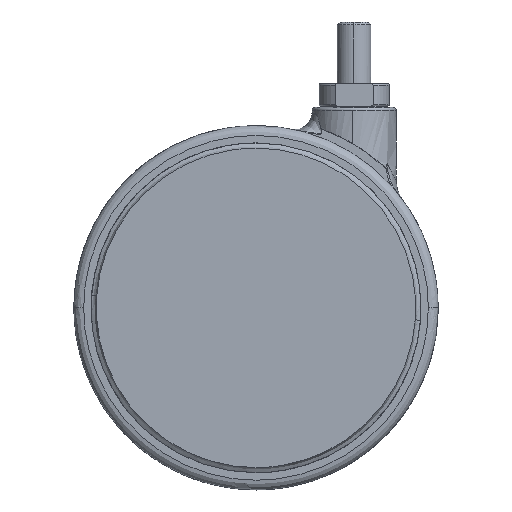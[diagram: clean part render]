
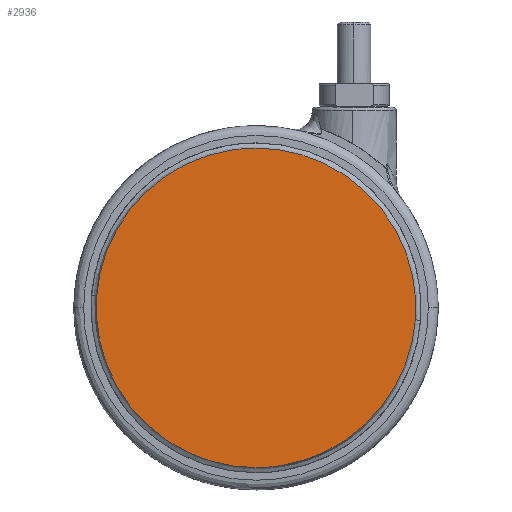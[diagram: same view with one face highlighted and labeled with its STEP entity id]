
A CAD part, front view. The second image highlights one B-rep face of the part: STEP entity #2936.
In plain terms, the highlighted free-form (B-spline) face has degree [1, 1] with [2, 2] control points.
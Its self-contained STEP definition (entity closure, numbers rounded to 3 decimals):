
#2865=CARTESIAN_POINT('',(-97.681,-25.0,-8.806));
#2866=CARTESIAN_POINT('',(-97.681,-25.0,-134.194));
#2867=CARTESIAN_POINT('',(27.681,-25.0,-8.806));
#2868=CARTESIAN_POINT('',(27.681,-25.0,-134.194));
#2869=B_SPLINE_SURFACE_WITH_KNOTS('',1,1,((#2865,#2867),(#2866,#2868)),.UNSPECIFIED.,.F.,.F.,.U.,(2,2),(2,2),(0.0,125.389),(0.0,125.362),.UNSPECIFIED.);
#2870=CARTESIAN_POINT('',(-91.838,-25.,-67.206));
#2871=VERTEX_POINT('',#2870);
#2872=CARTESIAN_POINT('',(-35.0,-25.,-14.5));
#2873=VERTEX_POINT('',#2872);
#2874=CARTESIAN_POINT('',(-91.838,-25.,-67.206));
#2875=CARTESIAN_POINT('',(-87.857,-25.,-14.5));
#2876=CARTESIAN_POINT('',(-35.0,-25.,-14.5));
#2884=(BOUNDED_CURVE()B_SPLINE_CURVE(2,(#2874,#2875,#2876),.UNSPECIFIED.,.F.,.U.)B_SPLINE_CURVE_WITH_KNOTS((3,3),(0.763,1.0),.UNSPECIFIED.)CURVE()GEOMETRIC_REPRESENTATION_ITEM()RATIONAL_B_SPLINE_CURVE((0.971,0.722,1.0))REPRESENTATION_ITEM(''));
#2885=EDGE_CURVE('',#2871,#2873,#2884,.T.);
#2886=ORIENTED_EDGE('',*,*,#2885,.F.);
#2887=CARTESIAN_POINT('',(-35.0,-25.0,-128.5));
#2888=VERTEX_POINT('',#2887);
#2889=CARTESIAN_POINT('',(-35.0,-25.0,-128.5));
#2890=CARTESIAN_POINT('',(-92.,-25.,-128.5));
#2891=CARTESIAN_POINT('',(-92.,-25.,-71.5));
#2892=CARTESIAN_POINT('',(-92.,-25.,-69.35));
#2893=CARTESIAN_POINT('',(-91.838,-25.,-67.206));
#2901=(BOUNDED_CURVE()B_SPLINE_CURVE(2,(#2889,#2890,#2891,#2892,#2893),.UNSPECIFIED.,.F.,.U.)B_SPLINE_CURVE_WITH_KNOTS((3,2,3),(0.5,0.75,0.763),.UNSPECIFIED.)CURVE()GEOMETRIC_REPRESENTATION_ITEM()RATIONAL_B_SPLINE_CURVE((1.0,0.707,1.0,0.985,0.971))REPRESENTATION_ITEM(''));
#2902=EDGE_CURVE('',#2888,#2871,#2901,.T.);
#2903=ORIENTED_EDGE('',*,*,#2902,.F.);
#2904=CARTESIAN_POINT('',(21.838,-25.,-75.794));
#2905=VERTEX_POINT('',#2904);
#2906=CARTESIAN_POINT('',(21.838,-25.,-75.794));
#2907=CARTESIAN_POINT('',(17.857,-25.,-128.5));
#2908=CARTESIAN_POINT('',(-35.0,-25.0,-128.5));
#2916=(BOUNDED_CURVE()B_SPLINE_CURVE(2,(#2906,#2907,#2908),.UNSPECIFIED.,.F.,.U.)B_SPLINE_CURVE_WITH_KNOTS((3,3),(0.263,0.5),.UNSPECIFIED.)CURVE()GEOMETRIC_REPRESENTATION_ITEM()RATIONAL_B_SPLINE_CURVE((0.971,0.722,1.0))REPRESENTATION_ITEM(''));
#2917=EDGE_CURVE('',#2905,#2888,#2916,.T.);
#2918=ORIENTED_EDGE('',*,*,#2917,.F.);
#2919=CARTESIAN_POINT('',(-35.0,-25.,-14.5));
#2920=CARTESIAN_POINT('',(22.,-25.,-14.5));
#2921=CARTESIAN_POINT('',(22.,-25.,-71.5));
#2922=CARTESIAN_POINT('',(22.,-25.,-73.65));
#2923=CARTESIAN_POINT('',(21.838,-25.,-75.794));
#2931=(BOUNDED_CURVE()B_SPLINE_CURVE(2,(#2919,#2920,#2921,#2922,#2923),.UNSPECIFIED.,.F.,.U.)B_SPLINE_CURVE_WITH_KNOTS((3,2,3),(0.0,0.25,0.263),.UNSPECIFIED.)CURVE()GEOMETRIC_REPRESENTATION_ITEM()RATIONAL_B_SPLINE_CURVE((1.0,0.707,1.0,0.985,0.971))REPRESENTATION_ITEM(''));
#2932=EDGE_CURVE('',#2873,#2905,#2931,.T.);
#2933=ORIENTED_EDGE('',*,*,#2932,.F.);
#2934=EDGE_LOOP('',(#2886,#2903,#2918,#2933));
#2935=FACE_OUTER_BOUND('',#2934,.T.);
#2936=ADVANCED_FACE('',(#2935),#2869,.T.);
